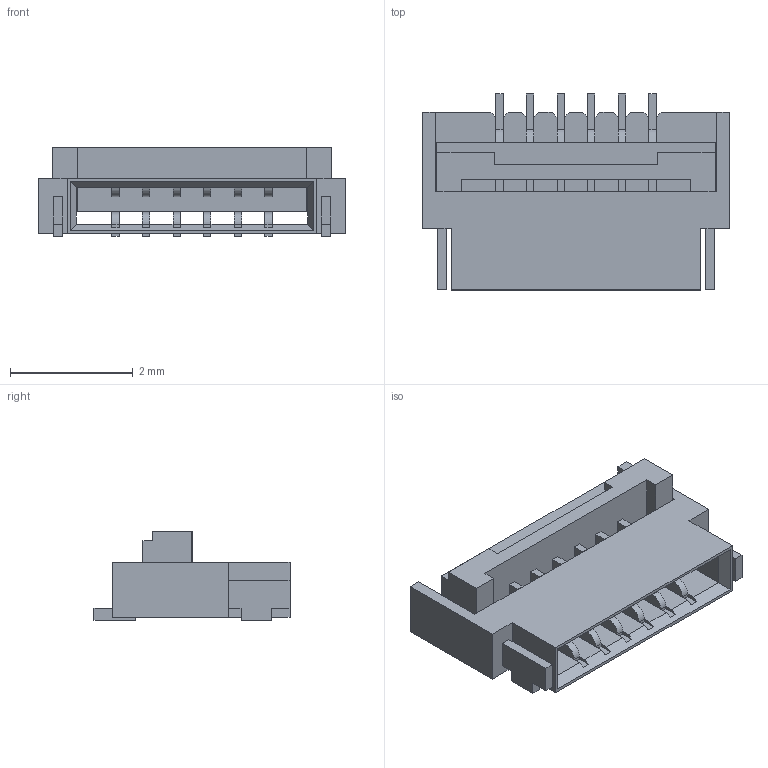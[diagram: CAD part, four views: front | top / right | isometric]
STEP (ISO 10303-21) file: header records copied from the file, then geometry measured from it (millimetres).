
FILE_DESCRIPTION(('FreeCAD Model'),'2;1');
FILE_NAME('Open CASCADE Shape Model','2022-03-08T19:49:00',(''),(''), 'Open CASCADE STEP processor 7.5','FreeCAD','Unknown');
FILE_SCHEMA(('AUTOMOTIVE_DESIGN { 1 0 10303 214 1 1 1 1 }'));
Length unit declared in the file: millimetre
Products named in the file (37): U1002; FFC-SMD_6P-P0.50_FH34SRJ-6S-0.5SH; COMPOUND121; COMPOUND087; COMPOUND088; COMPOUND089; COMPOUND090; COMPOUND091; COMPOUND092; COMPOUND093; COMPOUND094; COMPOUND095; COMPOUND096; COMPOUND097; COMPOUND098; COMPOUND099; COMPOUND100; COMPOUND101; COMPOUND102; COMPOUND103; COMPOUND104; COMPOUND105; COMPOUND106; COMPOUND107; COMPOUND108; COMPOUND109; COMPOUND110; COMPOUND111; COMPOUND112; COMPOUND113; COMPOUND114; COMPOUND115; COMPOUND116; COMPOUND117; COMPOUND118; COMPOUND119; COMPOUND120
Assembly tree (36 placements, depth 4):
  U1002
    FFC-SMD_6P-P0.50_FH34SRJ-6S-0.5SH
      COMPOUND121
        COMPOUND087
        COMPOUND088
        COMPOUND089
        COMPOUND090
        COMPOUND091
        COMPOUND092
        COMPOUND093
        COMPOUND094
        COMPOUND095
        COMPOUND096
        COMPOUND097
        COMPOUND098
        COMPOUND099
        COMPOUND100
        COMPOUND101
        COMPOUND102
        COMPOUND103
        COMPOUND104
        COMPOUND105
        COMPOUND106
        COMPOUND107
        COMPOUND108
        COMPOUND109
        COMPOUND110
        COMPOUND111
        COMPOUND112
        COMPOUND113
        COMPOUND114
        COMPOUND115
        COMPOUND116
        COMPOUND117
        COMPOUND118
        COMPOUND119
        COMPOUND120
Bounding box: 5 x 3.2 x 1.45 mm (x, y, z)
Volume: 7.2 mm3; surface area: 93.1 mm2
Topology: 34 solids, 34 shells, 366 faces, 872 edges, 580 vertices
Faces by surface type: plane 334, bspline 20, cylinder 12
Entity records: 24372 total; most frequent: CARTESIAN_POINT 5087, DIRECTION 3262, LINE 2448, VECTOR 2448, ORIENTED_EDGE 1744, PCURVE 1744, DEFINITIONAL_REPRESENTATION 1744, EDGE_CURVE 872
